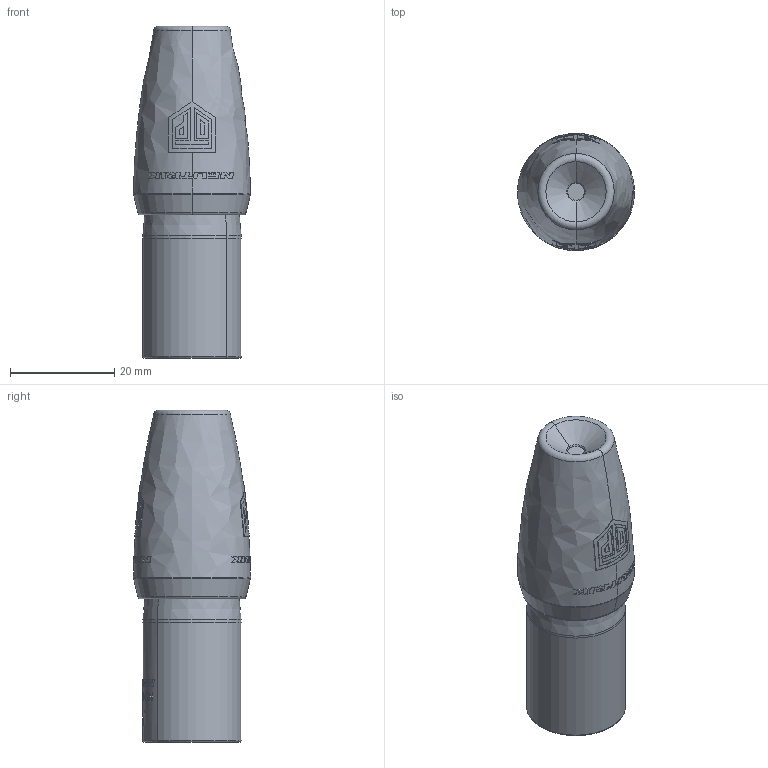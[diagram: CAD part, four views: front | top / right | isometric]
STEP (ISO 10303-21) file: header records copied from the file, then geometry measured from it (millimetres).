
FILE_DESCRIPTION((''),'2;1');
FILE_NAME('30010115','2022-11-18T14:02:13',('SYSTEM'),(''),'CREO PARAMETRIC BY PTC INC, 2021184','CREO PARAMETRIC BY PTC INC, 2021184','');
FILE_SCHEMA(('CONFIG_CONTROL_DESIGN'));
Length unit declared in the file: millimetre
Products named in the file (1): 30010115
Bounding box: 22.52 x 22.57 x 63.82 mm (x, y, z)
Volume: 16099.1 mm3; surface area: 5601.6 mm2
Topology: 1 solids, 6 shells, 892 faces, 2400 edges, 1579 vertices
Faces by surface type: plane 470, bspline 286, cone 71, cylinder 40, torus 19, sphere 6
Entity records: 35366 total; most frequent: CARTESIAN_POINT 14705, ORIENTED_EDGE 4788, DIRECTION 3398, EDGE_CURVE 2394, VERTEX_POINT 1579, VECTOR 1414, LINE 1414, AXIS2_PLACEMENT_3D 992
